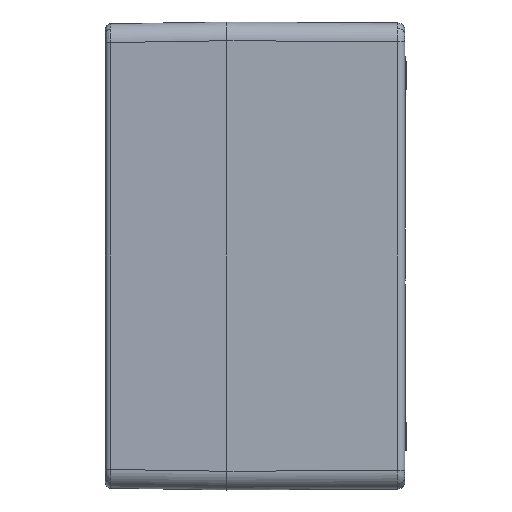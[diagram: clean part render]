
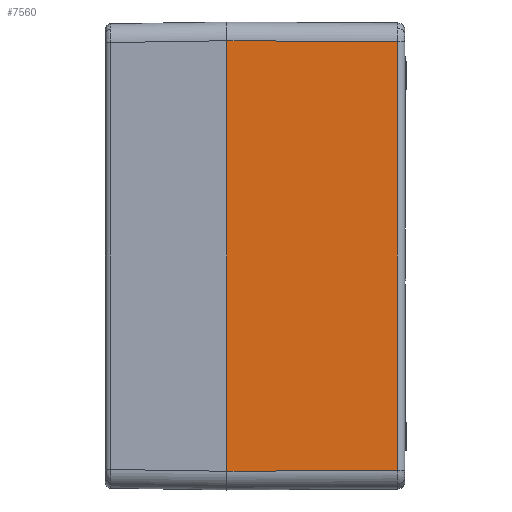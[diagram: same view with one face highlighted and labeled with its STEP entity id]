
A CAD part, left-side view. The second image highlights one B-rep face of the part: STEP entity #7560.
In plain terms, the highlighted planar face has unit normal (-1, -0.005, 0).
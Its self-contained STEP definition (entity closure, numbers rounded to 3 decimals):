
#1246 = DIRECTION ( 'NONE',  ( 0., 0., 1. ) ) ;
#1897 = VECTOR ( 'NONE', #3833, 1000. ) ;
#3308 = CARTESIAN_POINT ( 'NONE',  ( -127.01, -91.521, 114.51 ) ) ;
#3833 = DIRECTION ( 'NONE',  ( 0., 0., -1. ) ) ;
#7560 = ADVANCED_FACE ( 'NONE', ( #41352 ), #34530, .T. ) ;
#10091 = AXIS2_PLACEMENT_3D ( 'NONE', #30162, #17173, #38882 ) ;
#12558 = LINE ( 'NONE', #27038, #46948 ) ;
#17173 = DIRECTION ( 'NONE',  ( -1., -0.005, 0. ) ) ;
#17845 = CARTESIAN_POINT ( 'NONE',  ( -127.5, 2.052, -115. ) ) ;
#19167 = VECTOR ( 'NONE', #47626, 1000. ) ;
#21271 = VERTEX_POINT ( 'NONE', #3308 ) ;
#21474 = ORIENTED_EDGE ( 'NONE', *, *, #26261, .T. ) ;
#21726 = LINE ( 'NONE', #17845, #43297 ) ;
#22885 = VERTEX_POINT ( 'NONE', #37073 ) ;
#24342 = EDGE_CURVE ( 'NONE', #55823, #21271, #12558, .T. ) ;
#26261 = EDGE_CURVE ( 'NONE', #21271, #29315, #52197, .T. ) ;
#27038 = CARTESIAN_POINT ( 'NONE',  ( -127.01, -91.521, 114.49 ) ) ;
#28210 = EDGE_CURVE ( 'NONE', #22885, #55823, #21726, .T. ) ;
#29315 = VERTEX_POINT ( 'NONE', #44507 ) ;
#30162 = CARTESIAN_POINT ( 'NONE',  ( -127.5, 2., -125. ) ) ;
#32093 = ORIENTED_EDGE ( 'NONE', *, *, #35841, .T. ) ;
#34166 = CARTESIAN_POINT ( 'NONE',  ( -127.487, -0.5, -125. ) ) ;
#34530 = PLANE ( 'NONE',  #10091 ) ;
#34831 = CARTESIAN_POINT ( 'NONE',  ( -127.493, 0.743, 114.994 ) ) ;
#35780 = ORIENTED_EDGE ( 'NONE', *, *, #28210, .T. ) ;
#35841 = EDGE_CURVE ( 'NONE', #29315, #22885, #46397, .T. ) ;
#37073 = CARTESIAN_POINT ( 'NONE',  ( -127.487, -0.5, -114.987 ) ) ;
#38882 = DIRECTION ( 'NONE',  ( 0.005, -1., 0. ) ) ;
#41352 = FACE_OUTER_BOUND ( 'NONE', #53662, .T. ) ;
#43297 = VECTOR ( 'NONE', #43855, 1000. ) ;
#43855 = DIRECTION ( 'NONE',  ( 0.005, -1., 0.005 ) ) ;
#44507 = CARTESIAN_POINT ( 'NONE',  ( -127.487, -0.5, 114.987 ) ) ;
#46397 = LINE ( 'NONE', #34166, #1897 ) ;
#46948 = VECTOR ( 'NONE', #1246, 1000. ) ;
#47626 = DIRECTION ( 'NONE',  ( -0.005, 1., 0.005 ) ) ;
#52197 = LINE ( 'NONE', #34831, #19167 ) ;
#53662 = EDGE_LOOP ( 'NONE', ( #35780, #53690, #21474, #32093 ) ) ;
#53690 = ORIENTED_EDGE ( 'NONE', *, *, #24342, .T. ) ;
#54138 = CARTESIAN_POINT ( 'NONE',  ( -127.01, -91.521, -114.51 ) ) ;
#55823 = VERTEX_POINT ( 'NONE', #54138 ) ;
